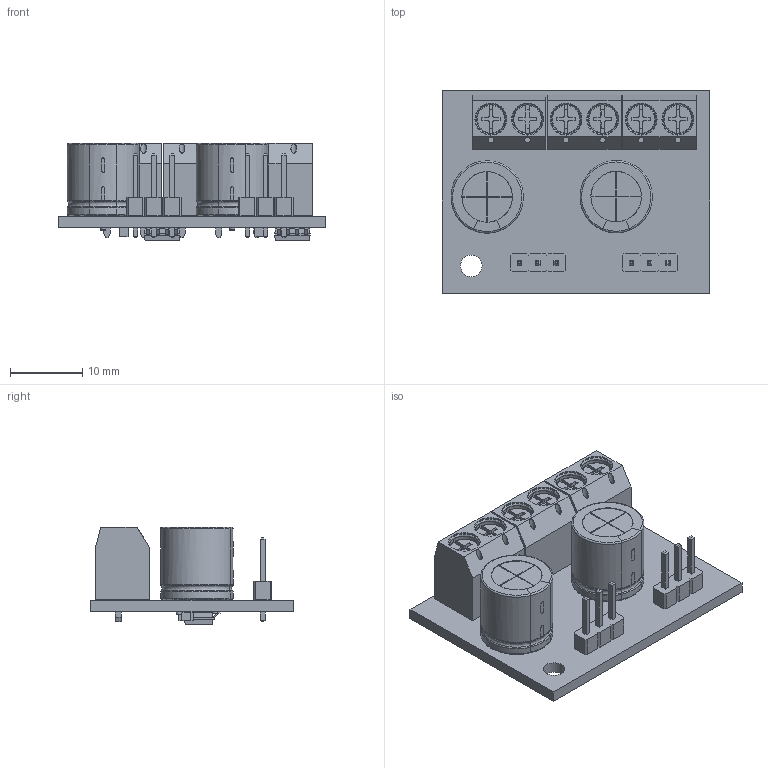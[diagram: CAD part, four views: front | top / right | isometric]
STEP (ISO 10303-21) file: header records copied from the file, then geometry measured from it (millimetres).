
FILE_DESCRIPTION(('KiCad electronic assembly'),'2;1');
FILE_NAME('DriverMotoresx2TB67H450FNG.step','2024-03-29T17:44:40',( 'Pcbnew'),('Kicad'),'Open CASCADE STEP processor 7.7', 'KiCad to STEP converter','Unknown');
FILE_SCHEMA(('AUTOMOTIVE_DESIGN { 1 0 10303 214 1 1 1 1 }'));
Length unit declared in the file: millimetre
Products named in the file (12): DriverMotoresx2TB67H450FNG 1; PinHeader_1x03_P2.54mm_Vertical; PinHeader_1x03_P254mm_Vertical; Bornera2_Azul; ASSEMBLY; CP_Radial_D10.0mm_P5.00mm; CP_Radial_D100mm_P500mm; TB67H450FNG,EL; C_0805_2012Metric; DriverMotoresx2TB67H450FNG_PCB
Assembly tree (17 placements, depth 3):
  DriverMotoresx2TB67H450FNG 1
    PinHeader_1x03_P2.54mm_Vertical  x2
      PinHeader_1x03_P254mm_Vertical
    Bornera2_Azul  x3
      ASSEMBLY
    CP_Radial_D10.0mm_P5.00mm  x2
      CP_Radial_D100mm_P500mm
    TB67H450FNG,EL  x2
      ASSEMBLY
    C_0805_2012Metric  x2
      C_0805_2012Metric
    DriverMotoresx2TB67H450FNG_PCB
Bounding box: 37 x 28 x 13.45 mm (x, y, z)
Volume: 5035.4 mm3; surface area: 7557.1 mm2
Topology: 30 solids, 32 shells, 1117 faces, 2855 edges, 1856 vertices
Faces by surface type: plane 750, cylinder 243, bspline 88, cone 24, revolution 8, torus 4
Full cylindrical faces by diameter (mm): 0.487 x2, 0.7 x4, 1 x10, 1.3 x6, 3 x1
Entity records: 17164 total; most frequent: CARTESIAN_POINT 4070, ORIENTED_EDGE 2450, DIRECTION 2416, EDGE_CURVE 1225, LINE 856, VECTOR 856, VERTEX_POINT 796, AXIS2_PLACEMENT_3D 778
